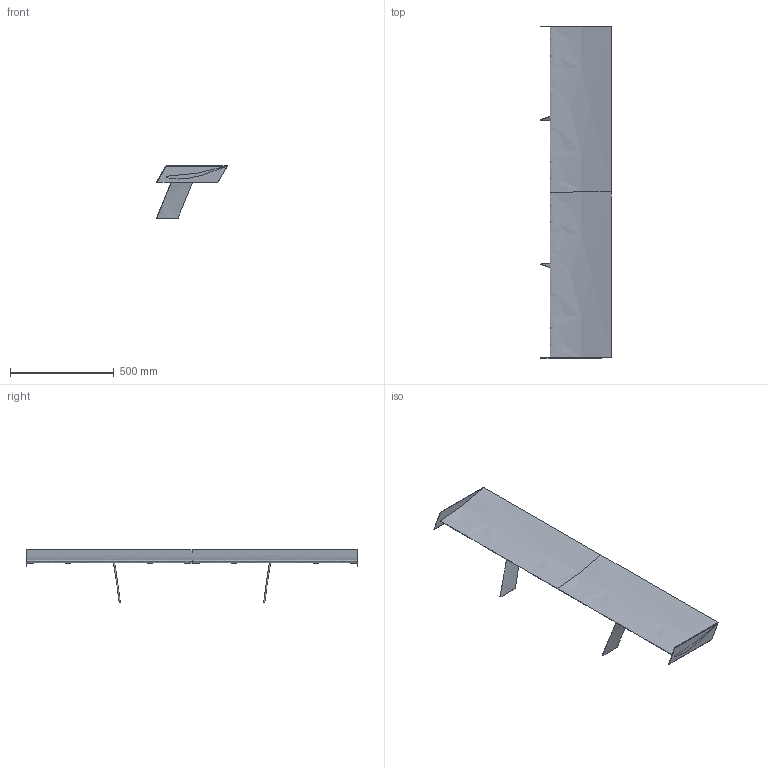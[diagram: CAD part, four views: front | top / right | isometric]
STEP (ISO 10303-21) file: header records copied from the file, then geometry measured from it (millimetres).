
FILE_DESCRIPTION(('Open CASCADE Model'),'2;1');
FILE_NAME('Open CASCADE Shape Model','2020-05-10T15:27:30',('Author'),( 'Open CASCADE'),'ParaPy 1.5.1 - Open CASCADE STEP processor 7.3', 'ParaPy 1.5.1 - Open CASCADE 7.3','Unknown');
FILE_SCHEMA(('AUTOMOTIVE_DESIGN { 1 0 10303 214 1 1 1 1 }'));
Length unit declared in the file: millimetre
Products named in the file (6): surface; surface_mirrored; strut_right; strut_left; endplate_right; endplate_left
Bounding box: 340.65 x 1602 x 252.09 mm (x, y, z)
Volume: 4552176.9 mm3; surface area: 1169315 mm2
Topology: 6 solids, 6 shells, 64 faces, 124 edges, 56 vertices
Faces by surface type: bspline 26, sphere 16, plane 14, cylinder 8
Entity records: 8176 total; most frequent: CARTESIAN_POINT 6054, DIRECTION 295, ORIENTED_EDGE 216, PCURVE 216, DEFINITIONAL_REPRESENTATION 216, B_SPLINE_CURVE_WITH_KNOTS 155, LINE 121, VECTOR 121
